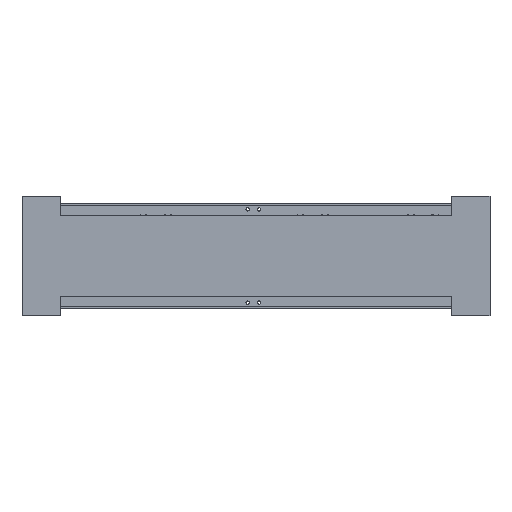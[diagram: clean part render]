
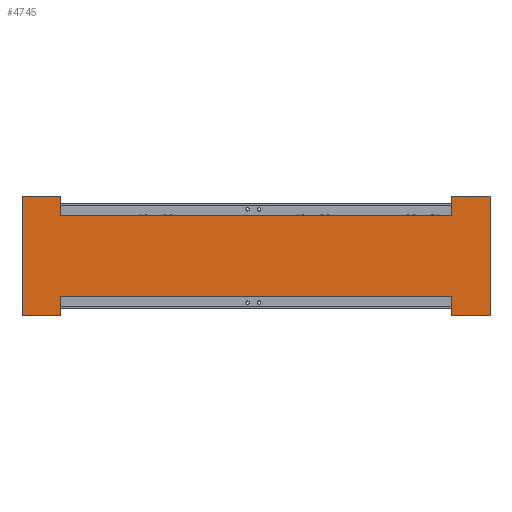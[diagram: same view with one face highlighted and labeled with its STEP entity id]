
A CAD part, front view. The second image highlights one B-rep face of the part: STEP entity #4745.
In plain terms, the highlighted planar face has unit normal (0, -1, 0).
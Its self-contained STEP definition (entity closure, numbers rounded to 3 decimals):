
#17 = VECTOR ( 'NONE', #3335, 1000. ) ;
#76 = VECTOR ( 'NONE', #2388, 1000. ) ;
#85 = ORIENTED_EDGE ( 'NONE', *, *, #3401, .T. ) ;
#112 = LINE ( 'NONE', #6356, #161 ) ;
#161 = VECTOR ( 'NONE', #7534, 1000. ) ;
#233 = EDGE_CURVE ( 'NONE', #3616, #4473, #5360, .T. ) ;
#282 = DIRECTION ( 'NONE',  ( 0., 0., 1. ) ) ;
#328 = DIRECTION ( 'NONE',  ( 1., 0., 0. ) ) ;
#391 = VERTEX_POINT ( 'NONE', #8332 ) ;
#622 = VERTEX_POINT ( 'NONE', #3276 ) ;
#743 = VERTEX_POINT ( 'NONE', #5927 ) ;
#969 = LINE ( 'NONE', #1007, #4435 ) ;
#1007 = CARTESIAN_POINT ( 'NONE',  ( -1225., -390., 0. ) ) ;
#1094 = EDGE_CURVE ( 'NONE', #622, #4475, #5317, .T. ) ;
#1101 = VECTOR ( 'NONE', #6081, 1000. ) ;
#1165 = VECTOR ( 'NONE', #1325, 1000. ) ;
#1325 = DIRECTION ( 'NONE',  ( 0., 0., 1. ) ) ;
#1444 = ORIENTED_EDGE ( 'NONE', *, *, #2797, .F. ) ;
#1701 = VECTOR ( 'NONE', #3912, 1000. ) ;
#1758 = LINE ( 'NONE', #8762, #1701 ) ;
#1777 = LINE ( 'NONE', #7384, #5995 ) ;
#1785 = AXIS2_PLACEMENT_3D ( 'NONE', #3493, #5570, #5023 ) ;
#1879 = CARTESIAN_POINT ( 'NONE',  ( -1024., -390., -525. ) ) ;
#1898 = VERTEX_POINT ( 'NONE', #2617 ) ;
#1961 = LINE ( 'NONE', #3278, #1101 ) ;
#2308 = CARTESIAN_POINT ( 'NONE',  ( 1024., -390., 0. ) ) ;
#2346 = CARTESIAN_POINT ( 'NONE',  ( -1024., -390., -100. ) ) ;
#2351 = EDGE_CURVE ( 'NONE', #2479, #4914, #6975, .T. ) ;
#2366 = VERTEX_POINT ( 'NONE', #5534 ) ;
#2388 = DIRECTION ( 'NONE',  ( 0., 0., 1. ) ) ;
#2479 = VERTEX_POINT ( 'NONE', #8425 ) ;
#2617 = CARTESIAN_POINT ( 'NONE',  ( -1024., -390., 0. ) ) ;
#2634 = DIRECTION ( 'NONE',  ( 0., 0., -1. ) ) ;
#2673 = EDGE_CURVE ( 'NONE', #391, #1898, #1777, .T. ) ;
#2797 = EDGE_CURVE ( 'NONE', #4632, #3616, #1961, .T. ) ;
#2866 = ORIENTED_EDGE ( 'NONE', *, *, #2351, .F. ) ;
#3030 = ORIENTED_EDGE ( 'NONE', *, *, #2673, .T. ) ;
#3065 = CARTESIAN_POINT ( 'NONE',  ( 1225., -390., -625. ) ) ;
#3190 = CARTESIAN_POINT ( 'NONE',  ( 1225., -390., 0. ) ) ;
#3235 = CARTESIAN_POINT ( 'NONE',  ( -1024., -390., -525. ) ) ;
#3241 = VECTOR ( 'NONE', #7436, 1000. ) ;
#3276 = CARTESIAN_POINT ( 'NONE',  ( 1225., -390., -625. ) ) ;
#3278 = CARTESIAN_POINT ( 'NONE',  ( 1024., -390., -525. ) ) ;
#3335 = DIRECTION ( 'NONE',  ( 1., 0., 0. ) ) ;
#3401 = EDGE_CURVE ( 'NONE', #4632, #622, #5454, .T. ) ;
#3493 = CARTESIAN_POINT ( 'NONE',  ( -1225., -390., -625. ) ) ;
#3616 = VERTEX_POINT ( 'NONE', #8279 ) ;
#3912 = DIRECTION ( 'NONE',  ( 0., 0., -1. ) ) ;
#3915 = EDGE_CURVE ( 'NONE', #4473, #2366, #7596, .T. ) ;
#4042 = DIRECTION ( 'NONE',  ( 1., 0., 0. ) ) ;
#4121 = EDGE_CURVE ( 'NONE', #8336, #743, #1758, .T. ) ;
#4325 = ORIENTED_EDGE ( 'NONE', *, *, #3915, .F. ) ;
#4372 = DIRECTION ( 'NONE',  ( -1., 0., 0. ) ) ;
#4427 = ORIENTED_EDGE ( 'NONE', *, *, #233, .F. ) ;
#4435 = VECTOR ( 'NONE', #328, 1000. ) ;
#4473 = VERTEX_POINT ( 'NONE', #3235 ) ;
#4475 = VERTEX_POINT ( 'NONE', #3190 ) ;
#4561 = CARTESIAN_POINT ( 'NONE',  ( -1225., -390., 0. ) ) ;
#4632 = VERTEX_POINT ( 'NONE', #8912 ) ;
#4745 = ADVANCED_FACE ( 'NONE', ( #5663 ), #6292, .T. ) ;
#4914 = VERTEX_POINT ( 'NONE', #4561 ) ;
#5023 = DIRECTION ( 'NONE',  ( 0., 0., -1. ) ) ;
#5297 = EDGE_CURVE ( 'NONE', #743, #391, #7953, .T. ) ;
#5317 = LINE ( 'NONE', #3065, #76 ) ;
#5360 = LINE ( 'NONE', #1879, #3241 ) ;
#5454 = LINE ( 'NONE', #6227, #7783 ) ;
#5456 = LINE ( 'NONE', #8074, #17 ) ;
#5534 = CARTESIAN_POINT ( 'NONE',  ( -1024., -390., -625. ) ) ;
#5570 = DIRECTION ( 'NONE',  ( 0., -1., 0. ) ) ;
#5663 = FACE_OUTER_BOUND ( 'NONE', #8739, .T. ) ;
#5743 = VECTOR ( 'NONE', #4372, 1000. ) ;
#5783 = ORIENTED_EDGE ( 'NONE', *, *, #1094, .T. ) ;
#5927 = CARTESIAN_POINT ( 'NONE',  ( 1024., -390., -100. ) ) ;
#5962 = ORIENTED_EDGE ( 'NONE', *, *, #7038, .T. ) ;
#5995 = VECTOR ( 'NONE', #282, 1000. ) ;
#6077 = CARTESIAN_POINT ( 'NONE',  ( -1024., -390., -525. ) ) ;
#6081 = DIRECTION ( 'NONE',  ( 0., 0., 1. ) ) ;
#6227 = CARTESIAN_POINT ( 'NONE',  ( -1225., -390., -625. ) ) ;
#6292 = PLANE ( 'NONE',  #1785 ) ;
#6356 = CARTESIAN_POINT ( 'NONE',  ( -1225., -390., 0. ) ) ;
#6852 = ORIENTED_EDGE ( 'NONE', *, *, #7169, .F. ) ;
#6975 = LINE ( 'NONE', #8244, #1165 ) ;
#7038 = EDGE_CURVE ( 'NONE', #2479, #2366, #5456, .T. ) ;
#7169 = EDGE_CURVE ( 'NONE', #4914, #1898, #112, .T. ) ;
#7384 = CARTESIAN_POINT ( 'NONE',  ( -1024., -390., -100. ) ) ;
#7436 = DIRECTION ( 'NONE',  ( -1., 0., 0. ) ) ;
#7534 = DIRECTION ( 'NONE',  ( 1., 0., 0. ) ) ;
#7596 = LINE ( 'NONE', #6077, #7889 ) ;
#7783 = VECTOR ( 'NONE', #4042, 1000. ) ;
#7889 = VECTOR ( 'NONE', #2634, 1000. ) ;
#7953 = LINE ( 'NONE', #2346, #5743 ) ;
#8015 = ORIENTED_EDGE ( 'NONE', *, *, #4121, .T. ) ;
#8074 = CARTESIAN_POINT ( 'NONE',  ( -1225., -390., -625. ) ) ;
#8211 = ORIENTED_EDGE ( 'NONE', *, *, #8729, .F. ) ;
#8244 = CARTESIAN_POINT ( 'NONE',  ( -1225., -390., -625. ) ) ;
#8279 = CARTESIAN_POINT ( 'NONE',  ( 1024., -390., -525. ) ) ;
#8332 = CARTESIAN_POINT ( 'NONE',  ( -1024., -390., -100. ) ) ;
#8336 = VERTEX_POINT ( 'NONE', #2308 ) ;
#8425 = CARTESIAN_POINT ( 'NONE',  ( -1225., -390., -625. ) ) ;
#8462 = ORIENTED_EDGE ( 'NONE', *, *, #5297, .T. ) ;
#8729 = EDGE_CURVE ( 'NONE', #8336, #4475, #969, .T. ) ;
#8739 = EDGE_LOOP ( 'NONE', ( #5962, #4325, #4427, #1444, #85, #5783, #8211, #8015, #8462, #3030, #6852, #2866 ) ) ;
#8762 = CARTESIAN_POINT ( 'NONE',  ( 1024., -390., -100. ) ) ;
#8912 = CARTESIAN_POINT ( 'NONE',  ( 1024., -390., -625. ) ) ;
